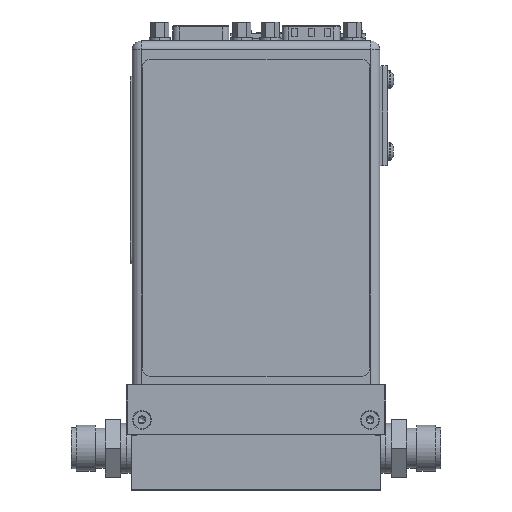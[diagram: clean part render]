
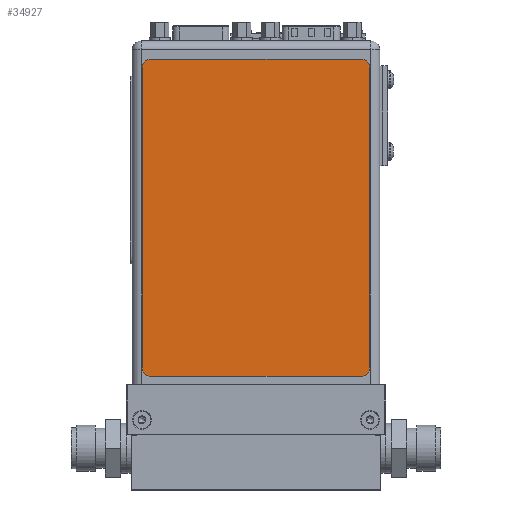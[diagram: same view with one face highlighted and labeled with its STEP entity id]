
A CAD part, top view. The second image highlights one B-rep face of the part: STEP entity #34927.
In plain terms, the highlighted planar face has unit normal (0, 0, 1).
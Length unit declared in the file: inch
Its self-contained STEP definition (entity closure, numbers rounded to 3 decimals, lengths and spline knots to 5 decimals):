
#34684=CARTESIAN_POINT('',(2.63,3.71,0.004));
#34685=DIRECTION('',(0.,0.,1.));
#34686=DIRECTION('',(1.,0.,0.));
#34687=AXIS2_PLACEMENT_3D('',#34684,#34685,#34686);
#34692=DIRECTION('',(0.,1.,0.));
#34693=VECTOR('',#34692,3.61);
#34694=CARTESIAN_POINT('',(2.73,0.1,0.004));
#34695=LINE('',#34694,#34693);
#34699=CARTESIAN_POINT('',(2.63,0.1,0.004));
#34700=DIRECTION('',(0.,0.,1.));
#34701=DIRECTION('',(0.,-1.,0.));
#34702=AXIS2_PLACEMENT_3D('',#34699,#34700,#34701);
#34707=DIRECTION('',(1.,0.,0.));
#34708=VECTOR('',#34707,2.53);
#34709=CARTESIAN_POINT('',(0.1,0.,0.004));
#34710=LINE('',#34709,#34708);
#34714=CARTESIAN_POINT('',(0.1,0.1,0.004));
#34715=DIRECTION('',(0.,0.,1.));
#34716=DIRECTION('',(-1.,0.,0.));
#34717=AXIS2_PLACEMENT_3D('',#34714,#34715,#34716);
#34722=DIRECTION('',(0.,-1.,0.));
#34723=VECTOR('',#34722,3.61);
#34724=CARTESIAN_POINT('',(0.,3.71,0.004));
#34725=LINE('',#34724,#34723);
#34729=CARTESIAN_POINT('',(0.1,3.71,0.004));
#34730=DIRECTION('',(0.,0.,1.));
#34731=DIRECTION('',(0.,1.,0.));
#34732=AXIS2_PLACEMENT_3D('',#34729,#34730,#34731);
#34737=DIRECTION('',(-1.,0.,0.));
#34738=VECTOR('',#34737,2.53);
#34739=CARTESIAN_POINT('',(2.63,3.81,0.004));
#34740=LINE('',#34739,#34738);
#34748=CARTESIAN_POINT('',(2.73,3.71,0.004));
#34749=VERTEX_POINT('',#34748);
#34750=CARTESIAN_POINT('',(2.63,3.81,0.004));
#34751=VERTEX_POINT('',#34750);
#34756=CARTESIAN_POINT('',(0.1,3.81,0.004));
#34757=VERTEX_POINT('',#34756);
#34758=CARTESIAN_POINT('',(0.,3.71,0.004));
#34759=VERTEX_POINT('',#34758);
#34764=CARTESIAN_POINT('',(0.,0.1,0.004));
#34765=VERTEX_POINT('',#34764);
#34766=CARTESIAN_POINT('',(0.1,0.,0.004));
#34767=VERTEX_POINT('',#34766);
#34770=CARTESIAN_POINT('',(2.73,0.1,0.004));
#34771=VERTEX_POINT('',#34770);
#34774=CARTESIAN_POINT('',(2.63,0.,0.004));
#34775=VERTEX_POINT('',#34774);
#34912=CARTESIAN_POINT('',(0.,0.,0.004));
#34913=DIRECTION('',(0.,0.,1.));
#34914=DIRECTION('',(1.,0.,0.));
#34915=AXIS2_PLACEMENT_3D('',#34912,#34913,#34914);
#34916=PLANE('',#34915);
#34917=ORIENTED_EDGE('',*,*,#34808,.F.);
#34918=ORIENTED_EDGE('',*,*,#34824,.F.);
#34919=ORIENTED_EDGE('',*,*,#34837,.F.);
#34920=ORIENTED_EDGE('',*,*,#34850,.F.);
#34921=ORIENTED_EDGE('',*,*,#34865,.F.);
#34922=ORIENTED_EDGE('',*,*,#34878,.F.);
#34923=ORIENTED_EDGE('',*,*,#34893,.F.);
#34924=ORIENTED_EDGE('',*,*,#34905,.F.);
#34925=EDGE_LOOP('',(#34917,#34918,#34919,#34920,#34921,#34922,#34923,#34924));
#34926=FACE_OUTER_BOUND('',#34925,.F.);
#34927=ADVANCED_FACE('',(#34926),#34916,.T.);
#34688=CIRCLE('',#34687,0.1);
#34703=CIRCLE('',#34702,0.1);
#34718=CIRCLE('',#34717,0.1);
#34733=CIRCLE('',#34732,0.1);
#34808=EDGE_CURVE('',#34749,#34751,#34688,.T.);
#34824=EDGE_CURVE('',#34771,#34749,#34695,.T.);
#34837=EDGE_CURVE('',#34775,#34771,#34703,.T.);
#34850=EDGE_CURVE('',#34767,#34775,#34710,.T.);
#34865=EDGE_CURVE('',#34765,#34767,#34718,.T.);
#34878=EDGE_CURVE('',#34759,#34765,#34725,.T.);
#34893=EDGE_CURVE('',#34757,#34759,#34733,.T.);
#34905=EDGE_CURVE('',#34751,#34757,#34740,.T.);
